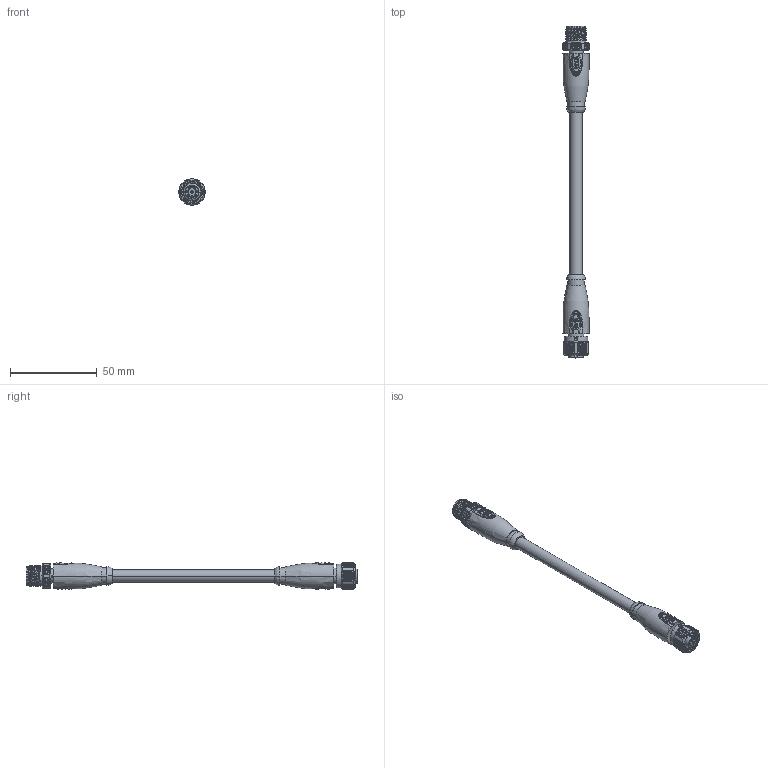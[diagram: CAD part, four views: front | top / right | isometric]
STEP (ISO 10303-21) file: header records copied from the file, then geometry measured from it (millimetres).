
FILE_DESCRIPTION((''),'2;1');
FILE_NAME('3D_1630084014041_M12-M08A-T-1_5','2023-12-27T',('13539'),(''),'PRO/ENGINEER BY PARAMETRIC TECHNOLOGY CORPORATION, 2012480','PRO/ENGINEER BY PARAMETRIC TECHNOLOGY CORPORATION, 2012480','');
FILE_SCHEMA(('CONFIG_CONTROL_DESIGN'));
Products named in the file (1): 3D_1630084014041_M12-M08A-T-1_5
Bounding box: 15.2 x 191.5 x 15.2 mm (x, y, z)
Volume: 15813.4 mm3; surface area: 9978.7 mm2
Topology: 1 solids, 9 shells, 889 faces, 2398 edges, 1569 vertices
Faces by surface type: plane 448, cylinder 286, cone 57, bspline 46, revolution 19, sphere 16, extrusion 10, torus 7
Entity records: 41130 total; most frequent: CARTESIAN_POINT 20020, ORIENTED_EDGE 4748, DIRECTION 3908, EDGE_CURVE 2374, VERTEX_POINT 1569, AXIS2_PLACEMENT_3D 1532, EDGE_LOOP 961, FACE_OUTER_BOUND 889
